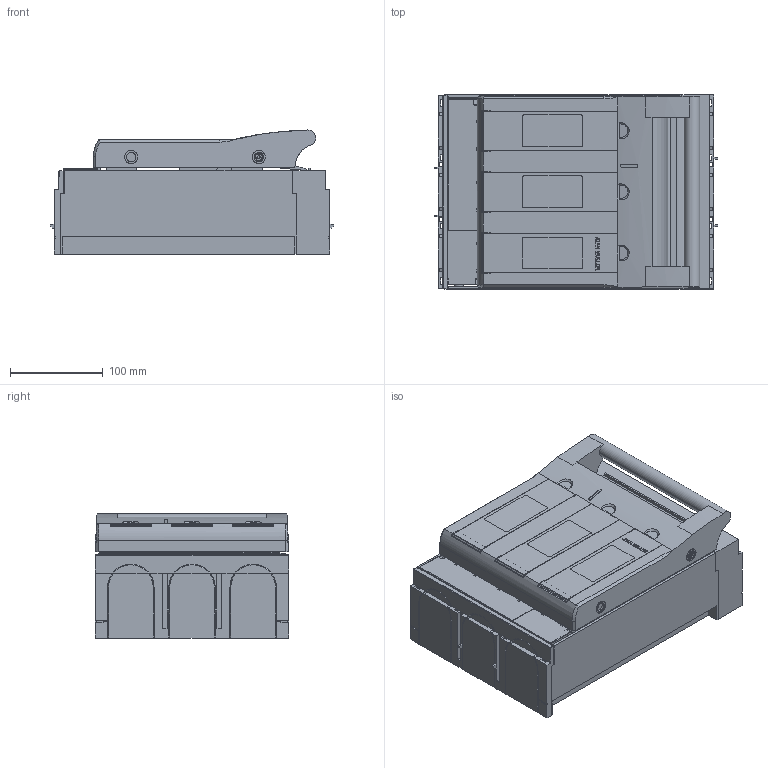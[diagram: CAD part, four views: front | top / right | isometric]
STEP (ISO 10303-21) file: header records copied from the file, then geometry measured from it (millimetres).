
FILE_DESCRIPTION(('CATIA V5 STEP'),'2;1');
FILE_NAME('T0602_L_KETO-2-3_Aufbau.stp','2015-01-29T15:31:12+00:00',('none'),('Jean Müller GmbH'),'CATIA Version 5 Release 19 SP 9 (IN-10)','CATIA V5 STEP AP214','none');
FILE_SCHEMA(('AUTOMOTIVE_DESIGN { 1 0 10303 214 1 1 1 1 }'));
Products named in the file (8): T0602_L_KETO-2-3/Aufbau; 34235_L_Trennergehaeuse Gr2_3-polig; 34204_L_Frontplatte Gr2_3-polig; 34208_L01_Scheibe Gr1; 34236_L01_Schutzabdeckung oben Gr2_3-polig; 34237_L_Schutzabdeckung unten Gr2_3-polig; 158641_L_Anschlusslasche Trenner; 34208_L_Scheibe Gr.1
Assembly tree (13 placements, depth 2):
  T0602_L_KETO-2-3/Aufbau
    34235_L_Trennergehaeuse Gr2_3-polig
    34204_L_Frontplatte Gr2_3-polig
    34208_L01_Scheibe Gr1
    34236_L01_Schutzabdeckung oben Gr2_3-polig
    34237_L_Schutzabdeckung unten Gr2_3-polig
    158641_L_Anschlusslasche Trenner  x6
    34208_L_Scheibe Gr.1  x2
Bounding box: 306 x 209.5 x 134.05 mm (x, y, z)
Volume: 2233232.6 mm3; surface area: 819162.8 mm2
Topology: 13 solids, 14 shells, 1759 faces, 5316 edges, 3521 vertices
Faces by surface type: plane 1310, cylinder 357, bspline 51, cone 33, sphere 8
Entity records: 55283 total; most frequent: CARTESIAN_POINT 12766, ORIENTED_EDGE 9378, DIRECTION 6165, EDGE_CURVE 4689, VECTOR 3812, LINE 3812, VERTEX_POINT 3103, EDGE_LOOP 1648
